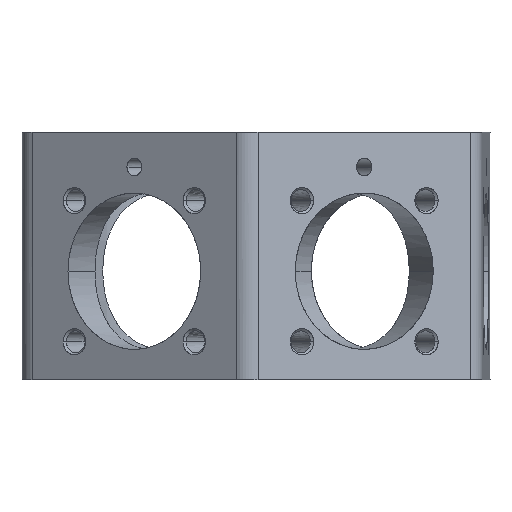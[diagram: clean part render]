
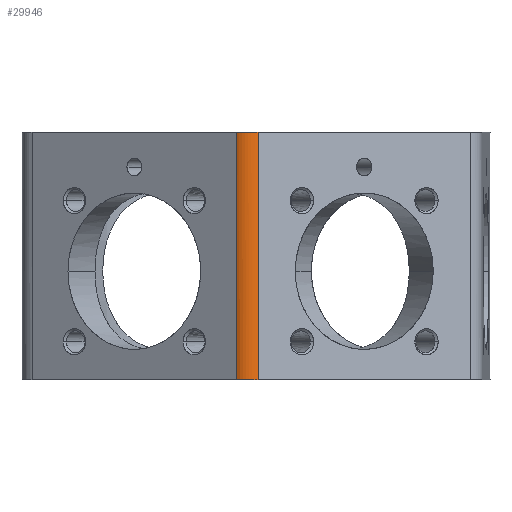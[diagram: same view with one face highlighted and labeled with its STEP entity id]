
A CAD part, left-side view. The second image highlights one B-rep face of the part: STEP entity #29946.
In plain terms, the highlighted free-form (B-spline) face has degree [2, 1] with [3, 2] control points.
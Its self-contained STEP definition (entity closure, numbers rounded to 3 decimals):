
#29946 = ADVANCED_FACE('',(#29947),#29979,.T.);
#29947 = FACE_BOUND('',#29948,.T.);
#29948 = EDGE_LOOP('',(#29949,#29958,#29966,#29973));
#29949 = ORIENTED_EDGE('',*,*,#29950,.F.);
#29950 = EDGE_CURVE('',#29951,#29953,#29955,.T.);
#29951 = VERTEX_POINT('',#29952);
#29952 = CARTESIAN_POINT('',(-73.424,5.566,
    39.398));
#29953 = VERTEX_POINT('',#29954);
#29954 = CARTESIAN_POINT('',(-73.424,5.566,
    -30.78));
#29955 = B_SPLINE_CURVE_WITH_KNOTS('',1,(#29956,#29957),.UNSPECIFIED.,
  .F.,.F.,(2,2),(0.,57.),.PIECEWISE_BEZIER_KNOTS.);
#29956 = CARTESIAN_POINT('',(-73.424,5.566,
    39.398));
#29957 = CARTESIAN_POINT('',(-73.424,5.566,
    -30.78));
#29958 = ORIENTED_EDGE('',*,*,#29959,.F.);
#29959 = EDGE_CURVE('',#29960,#29951,#29962,.T.);
#29960 = VERTEX_POINT('',#29961);
#29961 = CARTESIAN_POINT('',(-73.633,-0.586,
    39.398));
#29962 = ( BOUNDED_CURVE() B_SPLINE_CURVE(2,(#29963,#29964,#29965),
.UNSPECIFIED.,.F.,.F.) B_SPLINE_CURVE_WITH_KNOTS((3,3),(0.,
1.047),.PIECEWISE_BEZIER_KNOTS.) CURVE() 
GEOMETRIC_REPRESENTATION_ITEM() RATIONAL_B_SPLINE_CURVE((1.,
0.866,1.)) REPRESENTATION_ITEM('') );
#29963 = CARTESIAN_POINT('',(-73.633,-0.586,
    39.398));
#29964 = CARTESIAN_POINT('',(-75.304,2.55,
    39.398));
#29965 = CARTESIAN_POINT('',(-73.424,5.566,
    39.398));
#29966 = ORIENTED_EDGE('',*,*,#29967,.F.);
#29967 = EDGE_CURVE('',#29968,#29960,#29970,.T.);
#29968 = VERTEX_POINT('',#29969);
#29969 = CARTESIAN_POINT('',(-73.633,-0.586,
    -30.78));
#29970 = B_SPLINE_CURVE_WITH_KNOTS('',1,(#29971,#29972),.UNSPECIFIED.,
  .F.,.F.,(2,2),(0.,57.),.PIECEWISE_BEZIER_KNOTS.);
#29971 = CARTESIAN_POINT('',(-73.633,-0.586,
    -30.78));
#29972 = CARTESIAN_POINT('',(-73.633,-0.586,
    39.398));
#29973 = ORIENTED_EDGE('',*,*,#29974,.F.);
#29974 = EDGE_CURVE('',#29953,#29968,#29975,.T.);
#29975 = ( BOUNDED_CURVE() B_SPLINE_CURVE(2,(#29976,#29977,#29978),
.UNSPECIFIED.,.F.,.F.) B_SPLINE_CURVE_WITH_KNOTS((3,3),(2.584,
3.631),.PIECEWISE_BEZIER_KNOTS.) CURVE() 
GEOMETRIC_REPRESENTATION_ITEM() RATIONAL_B_SPLINE_CURVE((1.,
0.866,1.)) REPRESENTATION_ITEM('') );
#29976 = CARTESIAN_POINT('',(-73.424,5.566,
    -30.78));
#29977 = CARTESIAN_POINT('',(-75.304,2.55,
    -30.78));
#29978 = CARTESIAN_POINT('',(-73.633,-0.586,
    -30.78));
#29979 = ( BOUNDED_SURFACE() B_SPLINE_SURFACE(2,1,(
    (#29980,#29981)
    ,(#29982,#29983)
    ,(#29984,#29985
)),.UNSPECIFIED.,.F.,.F.,.F.) B_SPLINE_SURFACE_WITH_KNOTS((3,3),(2,2),(
    2.652,3.699),(0.,57.),.PIECEWISE_BEZIER_KNOTS.) 
GEOMETRIC_REPRESENTATION_ITEM() RATIONAL_B_SPLINE_SURFACE((
    (1.,1.)
    ,(0.866,0.866)
,(1.,1.))) REPRESENTATION_ITEM('') SURFACE() );
#29980 = CARTESIAN_POINT('',(-73.633,-0.586,
    -30.78));
#29981 = CARTESIAN_POINT('',(-73.633,-0.586,
    39.398));
#29982 = CARTESIAN_POINT('',(-75.304,2.55,
    -30.78));
#29983 = CARTESIAN_POINT('',(-75.304,2.55,
    39.398));
#29984 = CARTESIAN_POINT('',(-73.424,5.566,
    -30.78));
#29985 = CARTESIAN_POINT('',(-73.424,5.566,
    39.398));
